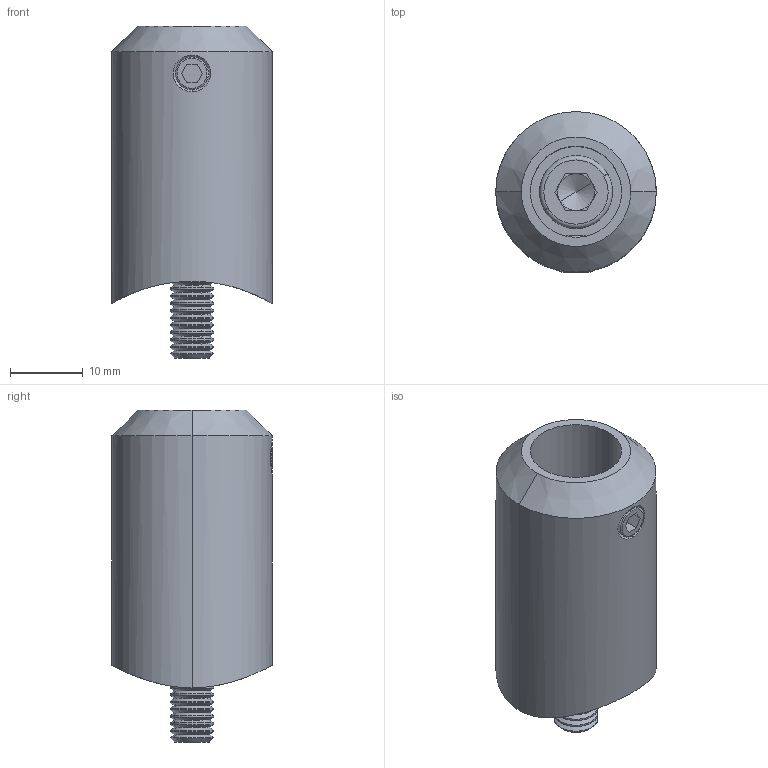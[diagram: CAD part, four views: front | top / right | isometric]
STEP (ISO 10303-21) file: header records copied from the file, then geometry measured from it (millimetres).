
FILE_DESCRIPTION (( 'STEP AP203' ), '1' );
FILE_NAME ('50535-V4A-42.step', '2020-10-02T11:41:33', ( '' ), ( '' ), 'SwSTEP 2.0', 'SolidWorks 2018', '' );
FILE_SCHEMA (( 'CONFIG_CONTROL_DESIGN' ));
Length unit declared in the file: millimetre
Products named in the file (7): socket head cap screw_din; socket set screw flat point_din; socket head cap screw_din_DIN 912 M6 x 16 --- 16S; 50535-240-XX Teil1; 50535-240-XX Teil1_50535-V4A-42 Teil1; socket set screw flat point_din_DIN 913 - M5 x 5-S; 50535-V4A-42
Assembly tree (3 placements, depth 2):
  socket head cap screw_din
  socket set screw flat point_din
  50535-240-XX Teil1
  50535-V4A-42
    50535-240-XX Teil1_50535-V4A-42 Teil1
    socket set screw flat point_din_DIN 913 - M5 x 5-S
    socket head cap screw_din_DIN 912 M6 x 16 --- 16S
Bounding box: 22 x 22 x 45.5 mm (x, y, z)
Volume: 9975.9 mm3; surface area: 5396.5 mm2
Topology: 3 solids, 3 shells, 439 faces, 1173 edges, 751 vertices
Faces by surface type: plane 180, bspline 103, cone 86, cylinder 66, torus 4
Entity records: 20397 total; most frequent: CARTESIAN_POINT 9429, ORIENTED_EDGE 2342, DIRECTION 1881, EDGE_CURVE 1171, VERTEX_POINT 751, VECTOR 633, LINE 633, AXIS2_PLACEMENT_3D 624
